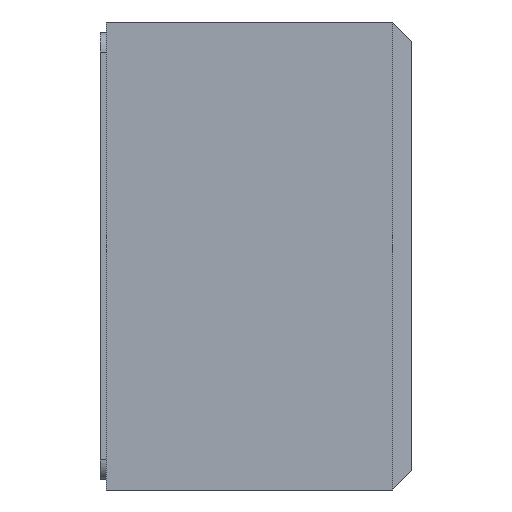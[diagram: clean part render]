
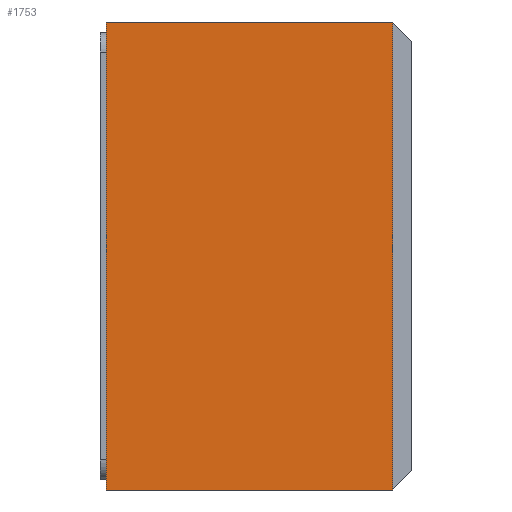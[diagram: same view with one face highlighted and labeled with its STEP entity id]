
A CAD part, left-side view. The second image highlights one B-rep face of the part: STEP entity #1753.
In plain terms, the highlighted planar face has unit normal (-1, 0, 0).
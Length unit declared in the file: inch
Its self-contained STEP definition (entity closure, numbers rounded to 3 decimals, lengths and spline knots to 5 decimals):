
#66 = ORIENTED_EDGE ( 'NONE', *, *, #2560, .F. ) ;
#69 = DIRECTION ( 'NONE',  ( 0., 0., 1. ) ) ;
#98 = VERTEX_POINT ( 'NONE', #607 ) ;
#110 = LINE ( 'NONE', #369, #246 ) ;
#135 = LINE ( 'NONE', #1433, #2086 ) ;
#155 = VERTEX_POINT ( 'NONE', #1516 ) ;
#246 = VECTOR ( 'NONE', #571, 39.37008 ) ;
#307 = CARTESIAN_POINT ( 'NONE',  ( -2.60088, 1.8243, -1.59118 ) ) ;
#353 = CARTESIAN_POINT ( 'NONE',  ( -2.60088, 1.8243, -1.59118 ) ) ;
#369 = CARTESIAN_POINT ( 'NONE',  ( -2.60088, 1.8243, 1.36182 ) ) ;
#571 = DIRECTION ( 'NONE',  ( 0., -1., 0. ) ) ;
#580 = VECTOR ( 'NONE', #2580, 39.37008 ) ;
#592 = LINE ( 'NONE', #2901, #1366 ) ;
#607 = CARTESIAN_POINT ( 'NONE',  ( -2.60088, 0.0153, -1.59118 ) ) ;
#875 = CARTESIAN_POINT ( 'NONE',  ( -2.60088, 1.8243, -1.59118 ) ) ;
#904 = EDGE_LOOP ( 'NONE', ( #2695, #2085, #66, #1135 ) ) ;
#1067 = DIRECTION ( 'NONE',  ( 1., 0., 0. ) ) ;
#1135 = ORIENTED_EDGE ( 'NONE', *, *, #2119, .F. ) ;
#1203 = FACE_OUTER_BOUND ( 'NONE', #904, .T. ) ;
#1229 = DIRECTION ( 'NONE',  ( 0., -1., 0. ) ) ;
#1366 = VECTOR ( 'NONE', #1229, 39.37008 ) ;
#1433 = CARTESIAN_POINT ( 'NONE',  ( -2.60088, 0.0153, -1.59118 ) ) ;
#1511 = DIRECTION ( 'NONE',  ( 0., 0., -1. ) ) ;
#1516 = CARTESIAN_POINT ( 'NONE',  ( -2.60088, 0.0153, 1.36182 ) ) ;
#1598 = AXIS2_PLACEMENT_3D ( 'NONE', #875, #1067, #1511 ) ;
#1718 = EDGE_CURVE ( 'NONE', #98, #155, #135, .T. ) ;
#1753 = ADVANCED_FACE ( 'NONE', ( #1203 ), #2599, .F. ) ;
#2085 = ORIENTED_EDGE ( 'NONE', *, *, #1718, .T. ) ;
#2086 = VECTOR ( 'NONE', #69, 39.37008 ) ;
#2119 = EDGE_CURVE ( 'NONE', #2835, #2497, #2784, .T. ) ;
#2497 = VERTEX_POINT ( 'NONE', #2862 ) ;
#2560 = EDGE_CURVE ( 'NONE', #2497, #155, #110, .T. ) ;
#2580 = DIRECTION ( 'NONE',  ( 0., 0., 1. ) ) ;
#2599 = PLANE ( 'NONE',  #1598 ) ;
#2695 = ORIENTED_EDGE ( 'NONE', *, *, #2917, .T. ) ;
#2784 = LINE ( 'NONE', #353, #580 ) ;
#2835 = VERTEX_POINT ( 'NONE', #307 ) ;
#2862 = CARTESIAN_POINT ( 'NONE',  ( -2.60088, 1.8243, 1.36182 ) ) ;
#2901 = CARTESIAN_POINT ( 'NONE',  ( -2.60088, 1.8243, -1.59118 ) ) ;
#2917 = EDGE_CURVE ( 'NONE', #2835, #98, #592, .T. ) ;
